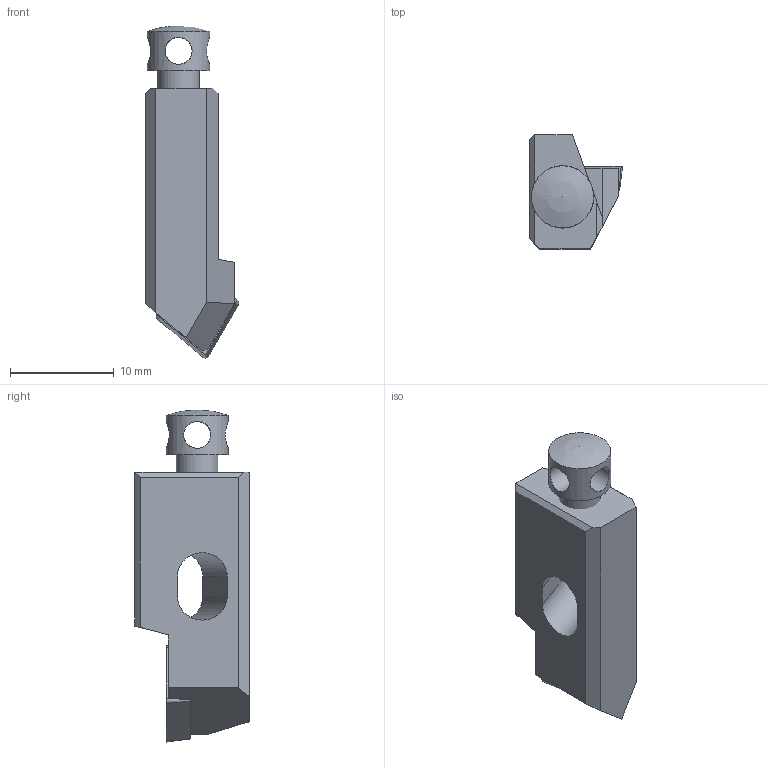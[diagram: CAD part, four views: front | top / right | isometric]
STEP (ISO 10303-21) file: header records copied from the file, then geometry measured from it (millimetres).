
FILE_DESCRIPTION(/* description */ (''),/* implementation_level */ '2;1');
FILE_NAME(/* name */ 'SCTCL08CA-06.stp',/* time_stamp */ '2012-10-02T16:36:35+05:00',/* author */ (''),/* organization */ (''),/* preprocessor_version */ 'ST-DEVELOPER v11',/* originating_system */ 'SIEMENS PLM Software NX 7.5',/* authorisation */ '');
FILE_SCHEMA (('AUTOMOTIVE_DESIGN { 1 0 10303 214 1 1 1 1 }'));
Length unit declared in the file: millimetre
Products named in the file (1): inpu36FA8wrf
Bounding box: 8.99 x 11 x 32 mm (x, y, z)
Volume: 1403.4 mm3; surface area: 1269.8 mm2
Topology: 3 solids, 3 shells, 48 faces, 124 edges, 79 vertices
Faces by surface type: plane 33, cylinder 8, cone 6, sphere 1
Full cylindrical faces by diameter (mm): 2.6 x4, 4 x1, 6 x1
Entity records: 1666 total; most frequent: CARTESIAN_POINT 479, DIRECTION 230, ORIENTED_EDGE 226, EDGE_CURVE 113, LINE 86, VECTOR 86, VERTEX_POINT 77, AXIS2_PLACEMENT_3D 72
